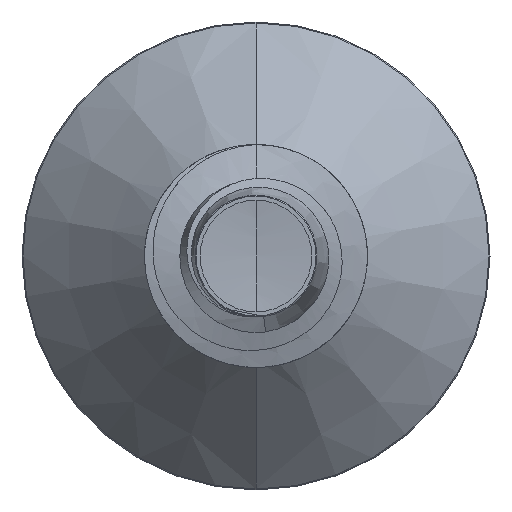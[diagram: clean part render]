
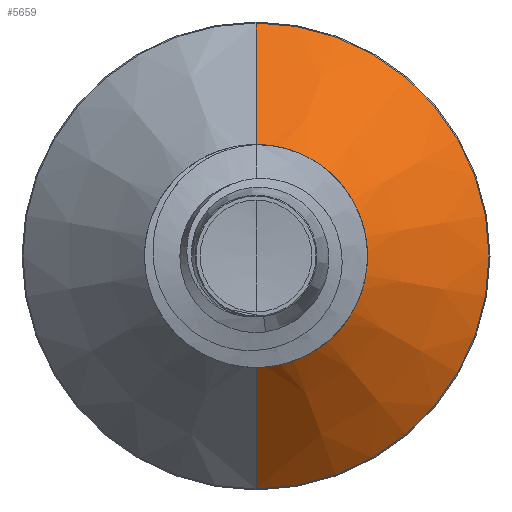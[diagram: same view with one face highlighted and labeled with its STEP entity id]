
A CAD part, front view. The second image highlights one B-rep face of the part: STEP entity #5659.
In plain terms, the highlighted conical face has half-angle 45 degrees and reference radius 1.857 mm.
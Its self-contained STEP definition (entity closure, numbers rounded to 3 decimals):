
#578 = ORIENTED_EDGE ( 'NONE', *, *, #5580, .T. ) ;
#865 = CARTESIAN_POINT ( 'NONE',  ( 0., 14.457, -1.857 ) ) ;
#1497 = VERTEX_POINT ( 'NONE', #5364 ) ;
#2599 = VECTOR ( 'NONE', #13932, 1000. ) ;
#2654 = VECTOR ( 'NONE', #2707, 1000. ) ;
#2681 = LINE ( 'NONE', #865, #2654 ) ;
#2705 = LINE ( 'NONE', #12754, #2599 ) ;
#2707 = DIRECTION ( 'NONE',  ( 0., 0.707, -0.707 ) ) ;
#4401 = DIRECTION ( 'NONE',  ( 0., 0., 1. ) ) ;
#4450 = DIRECTION ( 'NONE',  ( 0., 0., 1. ) ) ;
#4472 = DIRECTION ( 'NONE',  ( 0., 1., 0. ) ) ;
#4475 = CARTESIAN_POINT ( 'NONE',  ( 0., 14.457, 0. ) ) ;
#4522 = CARTESIAN_POINT ( 'NONE',  ( 0., 14.457, 0. ) ) ;
#4552 = DIRECTION ( 'NONE',  ( 0., 1., 0. ) ) ;
#4645 = DIRECTION ( 'NONE',  ( 0., 0., 1. ) ) ;
#4663 = DIRECTION ( 'NONE',  ( 0., 1., 0. ) ) ;
#4666 = CARTESIAN_POINT ( 'NONE',  ( 0., 16.782, 0. ) ) ;
#5024 = VERTEX_POINT ( 'NONE', #6720 ) ;
#5364 = CARTESIAN_POINT ( 'NONE',  ( 0., 16.782, -4.182 ) ) ;
#5418 = EDGE_CURVE ( 'NONE', #10041, #1497, #10638, .T. ) ;
#5580 = EDGE_CURVE ( 'NONE', #5024, #13896, #11234, .T. ) ;
#5659 = ADVANCED_FACE ( 'NONE', ( #11021 ), #11631, .T. ) ;
#6720 = CARTESIAN_POINT ( 'NONE',  ( 0., 14.457, 1.857 ) ) ;
#9365 = CARTESIAN_POINT ( 'NONE',  ( 0., 14.457, -1.857 ) ) ;
#10041 = VERTEX_POINT ( 'NONE', #10545 ) ;
#10246 = ORIENTED_EDGE ( 'NONE', *, *, #15978, .T. ) ;
#10545 = CARTESIAN_POINT ( 'NONE',  ( 0., 16.782, 4.182 ) ) ;
#10638 = CIRCLE ( 'NONE', #12485, 4.182 ) ;
#11021 = FACE_OUTER_BOUND ( 'NONE', #14889, .T. ) ;
#11234 = CIRCLE ( 'NONE', #11706, 1.857 ) ;
#11631 = CONICAL_SURFACE ( 'NONE', #12080, 1.857, 0.785 ) ;
#11706 = AXIS2_PLACEMENT_3D ( 'NONE', #4475, #4472, #4450 ) ;
#12080 = AXIS2_PLACEMENT_3D ( 'NONE', #4522, #4552, #4401 ) ;
#12485 = AXIS2_PLACEMENT_3D ( 'NONE', #4666, #4663, #4645 ) ;
#12754 = CARTESIAN_POINT ( 'NONE',  ( 0., 14.457, 1.857 ) ) ;
#13896 = VERTEX_POINT ( 'NONE', #9365 ) ;
#13932 = DIRECTION ( 'NONE',  ( 0., 0.707, 0.707 ) ) ;
#14889 = EDGE_LOOP ( 'NONE', ( #578, #10246, #14936, #16684 ) ) ;
#14936 = ORIENTED_EDGE ( 'NONE', *, *, #5418, .F. ) ;
#15978 = EDGE_CURVE ( 'NONE', #13896, #1497, #2681, .T. ) ;
#15990 = EDGE_CURVE ( 'NONE', #5024, #10041, #2705, .T. ) ;
#16684 = ORIENTED_EDGE ( 'NONE', *, *, #15990, .F. ) ;
